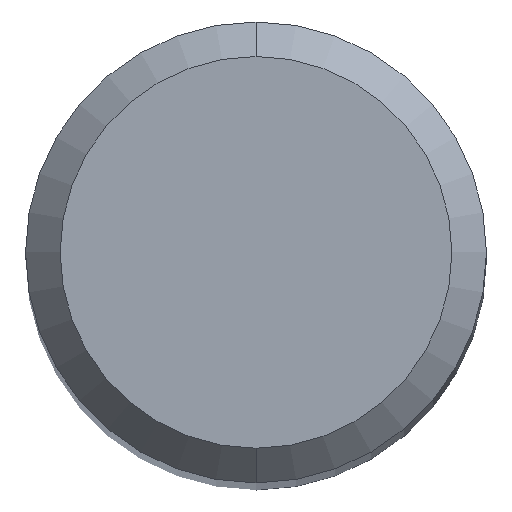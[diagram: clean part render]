
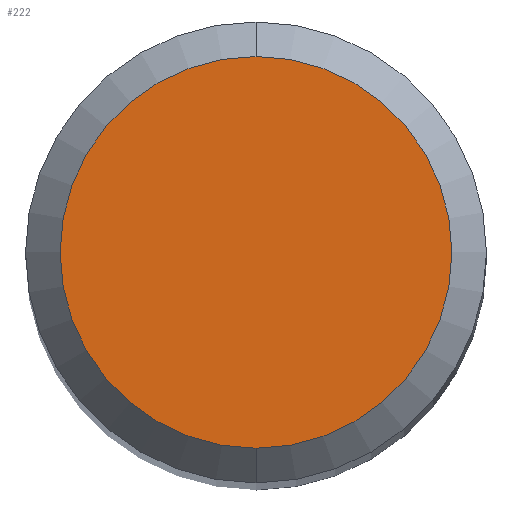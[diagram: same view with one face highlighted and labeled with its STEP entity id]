
A CAD part, top view. The second image highlights one B-rep face of the part: STEP entity #222.
In plain terms, the highlighted planar face has unit normal (0, 0, 1).
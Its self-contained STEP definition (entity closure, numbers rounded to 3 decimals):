
#140=VERTEX_POINT('',#308);
#152=EDGE_CURVE('',#176,#140,#323,.T.);
#176=VERTEX_POINT('',#347);
#202=EDGE_CURVE('',#140,#176,#378,.T.);
#222=ADVANCED_FACE('',(#401),#402,.T.);
#308=CARTESIAN_POINT('',(0.0,1.7,0.0));
#323=CIRCLE('',#518,1.7);
#347=CARTESIAN_POINT('',(0.,-1.7,0.0));
#378=CIRCLE('',#586,1.7);
#401=FACE_OUTER_BOUND('',#611,.T.);
#402=PLANE('',#612);
#518=AXIS2_PLACEMENT_3D('',#730,#731,#732);
#586=AXIS2_PLACEMENT_3D('',#789,#790,#791);
#611=EDGE_LOOP('',(#820,#821));
#612=AXIS2_PLACEMENT_3D('',#822,#823,#824);
#730=CARTESIAN_POINT('',(0.0,0.0,0.0));
#731=DIRECTION('',(0.0,0.0,-1.0));
#732=DIRECTION('',(0.0,1.0,0.0));
#789=CARTESIAN_POINT('',(0.0,0.0,0.0));
#790=DIRECTION('',(0.0,0.0,-1.0));
#791=DIRECTION('',(0.0,1.0,0.0));
#820=ORIENTED_EDGE('',*,*,#202,.F.);
#821=ORIENTED_EDGE('',*,*,#152,.F.);
#822=CARTESIAN_POINT('',(0.0,0.85,0.0));
#823=DIRECTION('',(-0.0,0.0,1.0));
#824=DIRECTION('',(0.0,-1.0,0.0));
